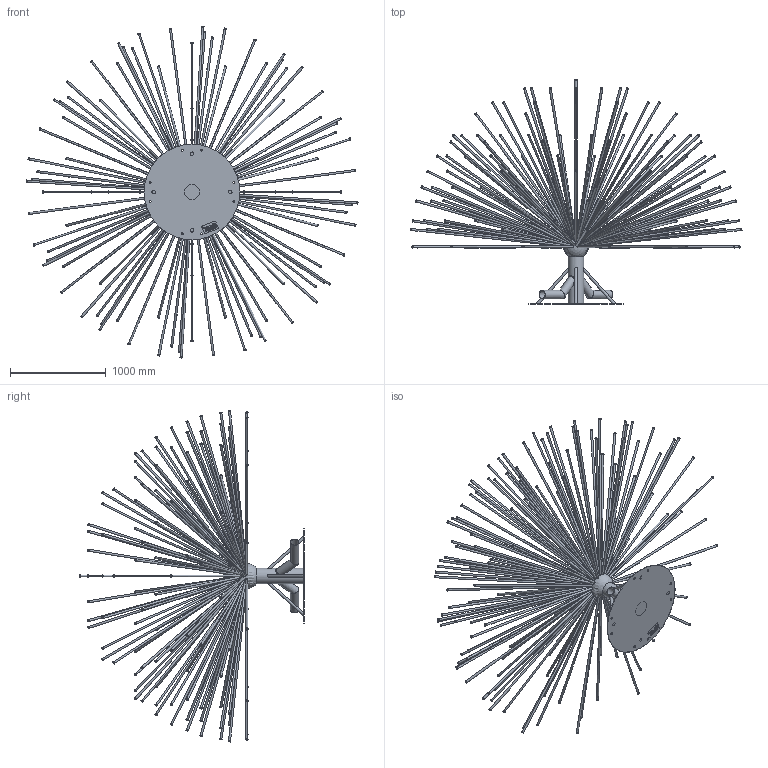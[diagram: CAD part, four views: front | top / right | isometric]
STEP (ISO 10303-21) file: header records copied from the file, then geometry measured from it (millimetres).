
FILE_DESCRIPTION(/* description */ (''),/* implementation_level */ '2;1');
FILE_NAME(/* name */ '51763_Water sphere H 3500_73_3d.stp',/* time_stamp */ '2017-08-18T10:59:59+02:00',/* author */ ('guzb562'),/* organization */ (''),/* preprocessor_version */ 'ST-DEVELOPER v16.1',/* originating_system */ 'Autodesk Inventor 2016',/* authorisation */ '');
FILE_SCHEMA (('AUTOMOTIVE_DESIGN { 1 0 10303 214 3 1 1 }'));
Length unit declared in the file: millimetre
Products named in the file (1): 51763_Water sphere H 3500_73_3d
Bounding box: 3475.99 x 2350 x 3475.99 mm (x, y, z)
Volume: 102932262.8 mm3; surface area: 17604186.1 mm2
Topology: 1 solids, 1 shells, 1196 faces, 2410 edges, 1581 vertices
Faces by surface type: plane 544, cylinder 445, torus 127, bspline 78, sphere 2
Full cylindrical faces by diameter (mm): 9 x127, 10.5 x12, 21 x139, 22 x8, 25.5 x139, 30 x4, 82 x4, 90 x4, 160 x1, 1000 x1
Entity records: 29711 total; most frequent: CARTESIAN_POINT 6194, DIRECTION 4909, ORIENTED_EDGE 3384, AXIS2_PLACEMENT_3D 2262, EDGE_LOOP 2153, EDGE_CURVE 1692, VERTEX_POINT 1431, ADVANCED_FACE 1196
